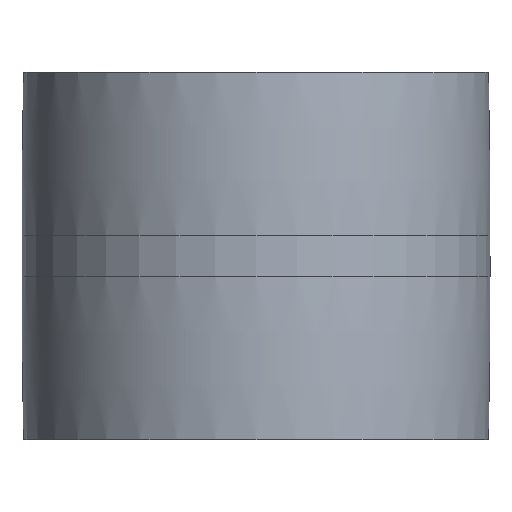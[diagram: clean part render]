
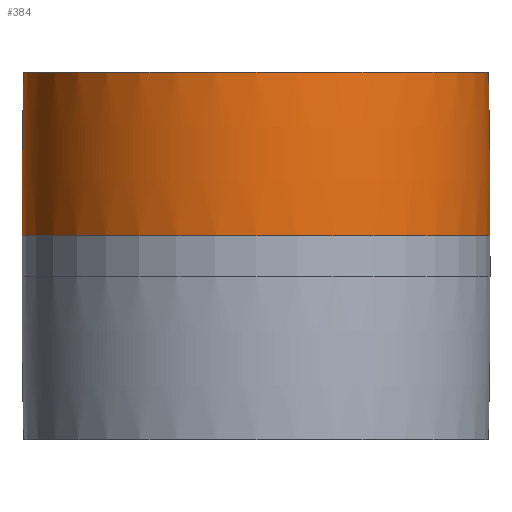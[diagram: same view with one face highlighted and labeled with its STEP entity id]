
A CAD part, front view. The second image highlights one B-rep face of the part: STEP entity #384.
In plain terms, the highlighted toroidal (fillet/blend) face has major radius 4906.62 mm and minor radius 5050.62 mm.
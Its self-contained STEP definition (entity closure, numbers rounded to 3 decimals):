
#72 = EDGE_CURVE ( 'NONE', #357, #659, #764, .T. ) ;
#108 = DIRECTION ( 'NONE',  ( 0., -1., 0. ) ) ;
#144 = EDGE_CURVE ( 'NONE', #929, #289, #843, .T. ) ;
#169 = DIRECTION ( 'NONE',  ( 0., 0., -1. ) ) ;
#199 = ORIENTED_EDGE ( 'NONE', *, *, #72, .F. ) ;
#250 = DIRECTION ( 'NONE',  ( 1., 0., 0. ) ) ;
#268 = DIRECTION ( 'NONE',  ( 1., 0., 0. ) ) ;
#279 = ORIENTED_EDGE ( 'NONE', *, *, #815, .T. ) ;
#289 = VERTEX_POINT ( 'NONE', #749 ) ;
#290 = CARTESIAN_POINT ( 'NONE',  ( 143., 0., 113. ) ) ;
#299 = AXIS2_PLACEMENT_3D ( 'NONE', #547, #108, #169 ) ;
#316 = CARTESIAN_POINT ( 'NONE',  ( -143., 0., 113. ) ) ;
#322 = CARTESIAN_POINT ( 'NONE',  ( 4906.625, 0., 12.5 ) ) ;
#340 = CARTESIAN_POINT ( 'NONE',  ( -144., 0., 12.5 ) ) ;
#357 = VERTEX_POINT ( 'NONE', #316 ) ;
#384 = ADVANCED_FACE ( 'NONE', ( #464 ), #924, .T. ) ;
#412 = CARTESIAN_POINT ( 'NONE',  ( 0., 0., 12.5 ) ) ;
#424 = CIRCLE ( 'NONE', #599, 5050.625 ) ;
#464 = FACE_OUTER_BOUND ( 'NONE', #620, .T. ) ;
#505 = CIRCLE ( 'NONE', #299, 5050.625 ) ;
#523 = DIRECTION ( 'NONE',  ( 1., 0., 0. ) ) ;
#530 = DIRECTION ( 'NONE',  ( 0., 0., 1. ) ) ;
#547 = CARTESIAN_POINT ( 'NONE',  ( -4906.625, 0., 12.5 ) ) ;
#552 = DIRECTION ( 'NONE',  ( -1., 0., 0. ) ) ;
#554 = ORIENTED_EDGE ( 'NONE', *, *, #899, .F. ) ;
#599 = AXIS2_PLACEMENT_3D ( 'NONE', #322, #625, #552 ) ;
#613 = AXIS2_PLACEMENT_3D ( 'NONE', #412, #647, #250 ) ;
#620 = EDGE_LOOP ( 'NONE', ( #554, #959, #279, #199 ) ) ;
#625 = DIRECTION ( 'NONE',  ( 0., 1., 0. ) ) ;
#647 = DIRECTION ( 'NONE',  ( 0., 0., 1. ) ) ;
#650 = AXIS2_PLACEMENT_3D ( 'NONE', #894, #530, #523 ) ;
#659 = VERTEX_POINT ( 'NONE', #290 ) ;
#694 = DIRECTION ( 'NONE',  ( 0., 0., 1. ) ) ;
#738 = AXIS2_PLACEMENT_3D ( 'NONE', #938, #694, #268 ) ;
#749 = CARTESIAN_POINT ( 'NONE',  ( 144., 0., 12.5 ) ) ;
#764 = CIRCLE ( 'NONE', #738, 143. ) ;
#815 = EDGE_CURVE ( 'NONE', #289, #659, #505, .T. ) ;
#843 = CIRCLE ( 'NONE', #613, 144. ) ;
#894 = CARTESIAN_POINT ( 'NONE',  ( 0., 0., 12.5 ) ) ;
#899 = EDGE_CURVE ( 'NONE', #929, #357, #424, .T. ) ;
#924 = TOROIDAL_SURFACE ( 'NONE', #650, -4906.625, 5050.625 ) ;
#929 = VERTEX_POINT ( 'NONE', #340 ) ;
#938 = CARTESIAN_POINT ( 'NONE',  ( 0., 0., 113. ) ) ;
#959 = ORIENTED_EDGE ( 'NONE', *, *, #144, .T. ) ;
